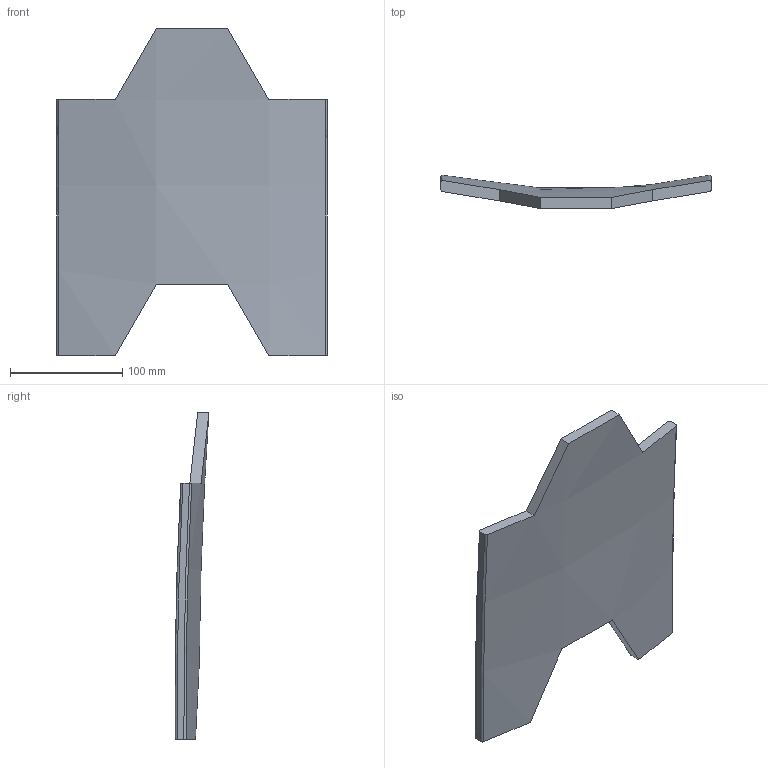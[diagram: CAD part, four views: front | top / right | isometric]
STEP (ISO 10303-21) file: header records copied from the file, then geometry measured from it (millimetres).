
FILE_DESCRIPTION(/* description */ (''),/* implementation_level */ '2;1');
FILE_NAME(/* name */ 'front bridge.stp',/* time_stamp */ '2026-02-06T23:32:35-08:00',/* author */ ('devan'),/* organization */ (''),/* preprocessor_version */ 'ST-DEVELOPER v20.1',/* originating_system */ 'Autodesk Inventor 2026',/* authorisation */ '');
FILE_SCHEMA (('AUTOMOTIVE_DESIGN { 1 0 10303 214 3 1 1 }','PROCESS_PLANNING_SCHEMA'));
Length unit declared in the file: inch
Products named in the file (1): 36
Bounding box: 241.3 x 30.17 x 292.1 mm (x, y, z)
Volume: 551060.5 mm3; surface area: 121199.6 mm2
Topology: 1 solids, 1 shells, 18 faces, 48 edges, 32 vertices
Faces by surface type: plane 12, torus 6
Entity records: 717 total; most frequent: CARTESIAN_POINT 267, ORIENTED_EDGE 96, DIRECTION 66, EDGE_CURVE 48, VERTEX_POINT 32, B_SPLINE_CURVE_WITH_KNOTS 28, AXIS2_PLACEMENT_3D 27, FACE_OUTER_BOUND 18
